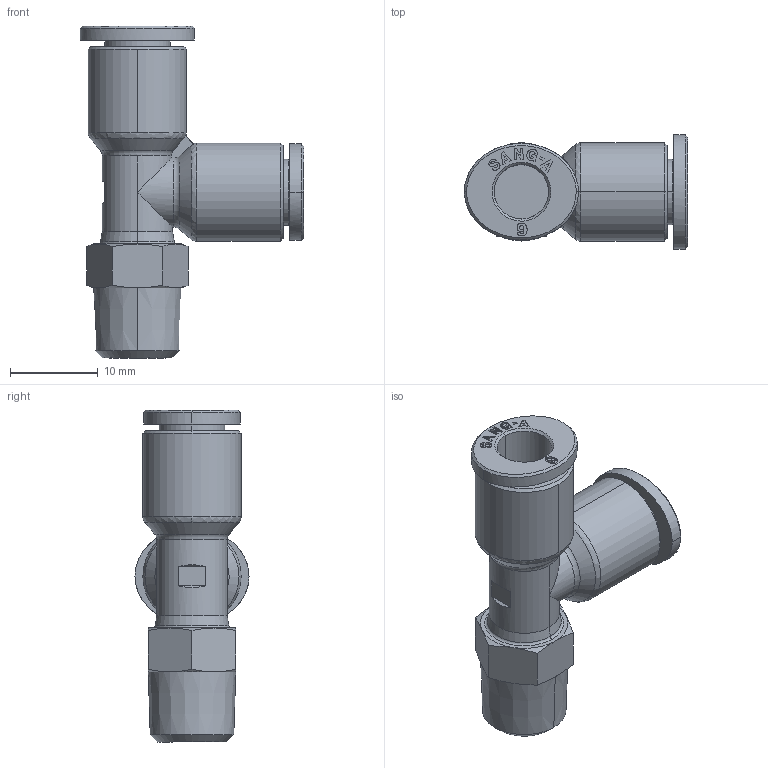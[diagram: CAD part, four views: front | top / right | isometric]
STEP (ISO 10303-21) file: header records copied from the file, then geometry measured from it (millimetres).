
FILE_DESCRIPTION (( 'STEP AP214' ), '1' );
FILE_NAME ('PST06-01.stp', '2015-10-15T09:19:32', ( '' ), ( '' ), 'SwSTEP 2.0', 'SolidWorks 2015', '' );
FILE_SCHEMA (( 'AUTOMOTIVE_DESIGN' ));
Length unit declared in the file: millimetre
Products named in the file (2): ｦ+ﾃｦ1; PST06-01
Assembly tree (1 placements, depth 2):
  PST06-01
    ｦ+ﾃｦ1
Bounding box: 25.45 x 13 x 37.85 mm (x, y, z)
Volume: 3140.3 mm3; surface area: 2968.4 mm2
Topology: 1 solids, 1 shells, 495 faces, 1355 edges, 890 vertices
Faces by surface type: plane 351, bspline 68, cylinder 38, cone 33, torus 5
Entity records: 18629 total; most frequent: CARTESIAN_POINT 5936, ORIENTED_EDGE 2706, DIRECTION 2140, EDGE_CURVE 1353, VECTOR 1032, LINE 1032, VERTEX_POINT 890, AXIS2_PLACEMENT_3D 554
